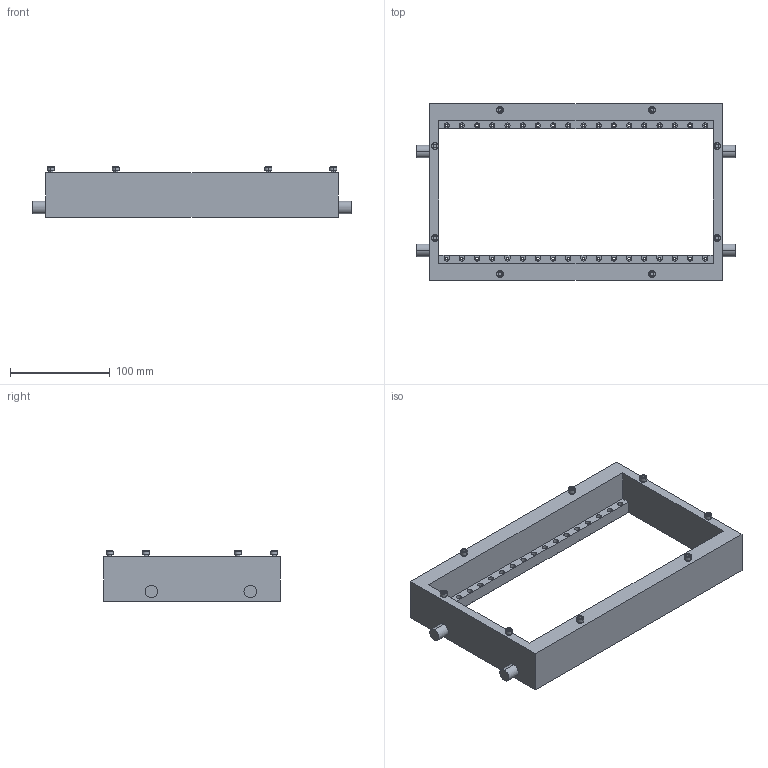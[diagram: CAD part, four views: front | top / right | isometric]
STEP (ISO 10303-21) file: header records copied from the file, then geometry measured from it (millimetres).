
FILE_DESCRIPTION (( 'STEP AP214' ), '1' );
FILE_NAME ('INGUN_113484.STEP', '2022-10-20T10:01:58', ( '' ), ( '' ), 'SwSTEP 2.0', 'SolidWorks 2021', '' );
FILE_SCHEMA (( 'AUTOMOTIVE_DESIGN' ));
Length unit declared in the file: millimetre
Products named in the file (3): DIN912~n_M04,0x010; INGUN_113484; 26196~0
Assembly tree (9 placements, depth 2):
  INGUN_113484
    26196~0
    DIN912~n_M04,0x010  x8
Bounding box: 320.37 x 177.29 x 50.45 mm (x, y, z)
Volume: 621931.7 mm3; surface area: 124032.6 mm2
Topology: 9 solids, 9 shells, 488 faces, 1248 edges, 808 vertices
Faces by surface type: cylinder 318, plane 122, cone 48
Entity records: 9331 total; most frequent: DIRECTION 1675, CARTESIAN_POINT 1518, ORIENTED_EDGE 1470, EDGE_CURVE 735, AXIS2_PLACEMENT_3D 643, VERTEX_POINT 486, EDGE_LOOP 391, LINE 389
